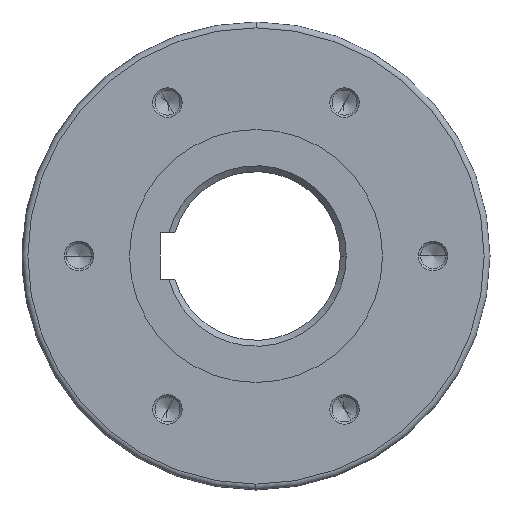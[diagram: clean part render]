
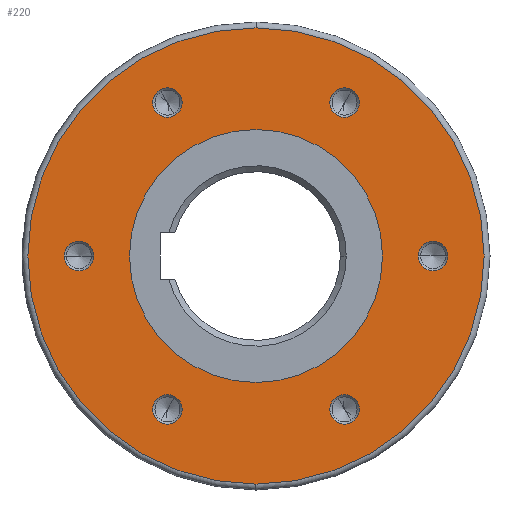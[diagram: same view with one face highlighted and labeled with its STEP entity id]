
A CAD part, left-side view. The second image highlights one B-rep face of the part: STEP entity #220.
In plain terms, the highlighted planar face has unit normal (-1, 0, 0).
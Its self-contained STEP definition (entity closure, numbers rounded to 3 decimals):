
#220=ADVANCED_FACE('',(#600,#601,#602,#603,#604,#605,#606,#607),#608,.T.);
#600=FACE_BOUND('',#1011,.T.);
#601=FACE_BOUND('',#1012,.T.);
#602=FACE_BOUND('',#1013,.T.);
#603=FACE_BOUND('',#1014,.T.);
#604=FACE_BOUND('',#1015,.T.);
#605=FACE_BOUND('',#1016,.T.);
#606=FACE_OUTER_BOUND('',#1017,.T.);
#607=FACE_BOUND('',#1018,.T.);
#608=PLANE('',#1019);
#1011=EDGE_LOOP('',(#2291,#2292));
#1012=EDGE_LOOP('',(#2293,#2294));
#1013=EDGE_LOOP('',(#2295,#2296));
#1014=EDGE_LOOP('',(#2297,#2298));
#1015=EDGE_LOOP('',(#2299,#2300));
#1016=EDGE_LOOP('',(#2301,#2302));
#1017=EDGE_LOOP('',(#2303,#2304,#2305));
#1018=EDGE_LOOP('',(#2306,#2307));
#1019=AXIS2_PLACEMENT_3D('',#2308,#2309,#2310);
#2291=ORIENTED_EDGE('',*,*,#2604,.T.);
#2292=ORIENTED_EDGE('',*,*,#2787,.T.);
#2293=ORIENTED_EDGE('',*,*,#2587,.T.);
#2294=ORIENTED_EDGE('',*,*,#2792,.T.);
#2295=ORIENTED_EDGE('',*,*,#2570,.T.);
#2296=ORIENTED_EDGE('',*,*,#2797,.T.);
#2297=ORIENTED_EDGE('',*,*,#2553,.T.);
#2298=ORIENTED_EDGE('',*,*,#2802,.T.);
#2299=ORIENTED_EDGE('',*,*,#2536,.T.);
#2300=ORIENTED_EDGE('',*,*,#2807,.T.);
#2301=ORIENTED_EDGE('',*,*,#2519,.T.);
#2302=ORIENTED_EDGE('',*,*,#2812,.T.);
#2303=ORIENTED_EDGE('',*,*,#2839,.T.);
#2304=ORIENTED_EDGE('',*,*,#2489,.T.);
#2305=ORIENTED_EDGE('',*,*,#2840,.T.);
#2306=ORIENTED_EDGE('',*,*,#2450,.F.);
#2307=ORIENTED_EDGE('',*,*,#2841,.F.);
#2308=CARTESIAN_POINT('',(-71.0,0.0,0.));
#2309=DIRECTION('',(-1.0,0.0,0.));
#2310=DIRECTION('',(0.,0.0,1.0));
#2450=EDGE_CURVE('',#2861,#2857,#2863,.T.);
#2489=EDGE_CURVE('',#2932,#2934,#2936,.T.);
#2519=EDGE_CURVE('',#2985,#2987,#2989,.T.);
#2536=EDGE_CURVE('',#3015,#3017,#3019,.T.);
#2553=EDGE_CURVE('',#3045,#3047,#3049,.T.);
#2570=EDGE_CURVE('',#3075,#3077,#3079,.T.);
#2587=EDGE_CURVE('',#3105,#3107,#3109,.T.);
#2604=EDGE_CURVE('',#3135,#3137,#3139,.T.);
#2787=EDGE_CURVE('',#3137,#3135,#3430,.T.);
#2792=EDGE_CURVE('',#3107,#3105,#3435,.T.);
#2797=EDGE_CURVE('',#3077,#3075,#3440,.T.);
#2802=EDGE_CURVE('',#3047,#3045,#3445,.T.);
#2807=EDGE_CURVE('',#3017,#3015,#3450,.T.);
#2812=EDGE_CURVE('',#2987,#2985,#3455,.T.);
#2839=EDGE_CURVE('',#3493,#2932,#3494,.T.);
#2840=EDGE_CURVE('',#2934,#3493,#3495,.T.);
#2841=EDGE_CURVE('',#2857,#2861,#3496,.T.);
#2857=VERTEX_POINT('',#3516);
#2861=VERTEX_POINT('',#3521);
#2863=CIRCLE('',#3524,60.0);
#2932=VERTEX_POINT('',#3806);
#2934=VERTEX_POINT('',#3808);
#2936=CIRCLE('',#3810,108.225);
#2985=VERTEX_POINT('',#3889);
#2987=VERTEX_POINT('',#3892);
#2989=CIRCLE('',#3895,7.0);
#3015=VERTEX_POINT('',#3929);
#3017=VERTEX_POINT('',#3932);
#3019=CIRCLE('',#3935,7.0);
#3045=VERTEX_POINT('',#3969);
#3047=VERTEX_POINT('',#3972);
#3049=CIRCLE('',#3975,7.0);
#3075=VERTEX_POINT('',#4009);
#3077=VERTEX_POINT('',#4012);
#3079=CIRCLE('',#4015,7.0);
#3105=VERTEX_POINT('',#4049);
#3107=VERTEX_POINT('',#4052);
#3109=CIRCLE('',#4055,7.0);
#3135=VERTEX_POINT('',#4089);
#3137=VERTEX_POINT('',#4092);
#3139=CIRCLE('',#4095,7.0);
#3430=CIRCLE('',#4558,7.0);
#3435=CIRCLE('',#4563,7.0);
#3440=CIRCLE('',#4568,7.0);
#3445=CIRCLE('',#4573,7.0);
#3450=CIRCLE('',#4578,7.0);
#3455=CIRCLE('',#4583,7.0);
#3493=VERTEX_POINT('',#4651);
#3494=CIRCLE('',#4652,108.225);
#3495=CIRCLE('',#4653,108.225);
#3496=CIRCLE('',#4654,60.0);
#3516=CARTESIAN_POINT('',(-71.0,0.,-60.0));
#3521=CARTESIAN_POINT('',(-71.0,0.,60.0));
#3524=AXIS2_PLACEMENT_3D('',#4683,#4684,#4685);
#3806=CARTESIAN_POINT('',(-71.0,0.,108.225));
#3808=CARTESIAN_POINT('',(-71.0,0.,-108.225));
#3810=AXIS2_PLACEMENT_3D('',#4762,#4763,#4764);
#3889=CARTESIAN_POINT('',(-71.0,91.0,0.0));
#3892=CARTESIAN_POINT('',(-71.0,77.0,0.));
#3895=AXIS2_PLACEMENT_3D('',#4818,#4819,#4820);
#3929=CARTESIAN_POINT('',(-71.0,45.5,78.808));
#3932=CARTESIAN_POINT('',(-71.0,38.5,66.684));
#3935=AXIS2_PLACEMENT_3D('',#4849,#4850,#4851);
#3969=CARTESIAN_POINT('',(-71.0,-45.5,78.808));
#3972=CARTESIAN_POINT('',(-71.0,-38.5,66.684));
#3975=AXIS2_PLACEMENT_3D('',#4880,#4881,#4882);
#4009=CARTESIAN_POINT('',(-71.0,-91.0,0.));
#4012=CARTESIAN_POINT('',(-71.0,-77.0,0.));
#4015=AXIS2_PLACEMENT_3D('',#4911,#4912,#4913);
#4049=CARTESIAN_POINT('',(-71.0,-45.5,-78.808));
#4052=CARTESIAN_POINT('',(-71.0,-38.5,-66.684));
#4055=AXIS2_PLACEMENT_3D('',#4942,#4943,#4944);
#4089=CARTESIAN_POINT('',(-71.0,45.5,-78.808));
#4092=CARTESIAN_POINT('',(-71.0,38.5,-66.684));
#4095=AXIS2_PLACEMENT_3D('',#4973,#4974,#4975);
#4558=AXIS2_PLACEMENT_3D('',#5350,#5351,#5352);
#4563=AXIS2_PLACEMENT_3D('',#5365,#5366,#5367);
#4568=AXIS2_PLACEMENT_3D('',#5380,#5381,#5382);
#4573=AXIS2_PLACEMENT_3D('',#5395,#5396,#5397);
#4578=AXIS2_PLACEMENT_3D('',#5410,#5411,#5412);
#4583=AXIS2_PLACEMENT_3D('',#5425,#5426,#5427);
#4651=CARTESIAN_POINT('',(-71.0,-108.225,0.));
#4652=AXIS2_PLACEMENT_3D('',#5476,#5477,#5478);
#4653=AXIS2_PLACEMENT_3D('',#5479,#5480,#5481);
#4654=AXIS2_PLACEMENT_3D('',#5482,#5483,#5484);
#4683=CARTESIAN_POINT('',(-71.0,0.0,0.0));
#4684=DIRECTION('',(-1.0,0.0,0.));
#4685=DIRECTION('',(0.,0.0,-1.0));
#4762=CARTESIAN_POINT('',(-71.0,0.,0.));
#4763=DIRECTION('',(-1.0,-0.0,0.));
#4764=DIRECTION('',(0.0,-1.0,0.0));
#4818=CARTESIAN_POINT('',(-71.0,84.0,0.0));
#4819=DIRECTION('',(1.0,-0.0,0.));
#4820=DIRECTION('',(0.0,1.0,0.0));
#4849=CARTESIAN_POINT('',(-71.0,42.0,72.746));
#4850=DIRECTION('',(1.0,0.,0.));
#4851=DIRECTION('',(0.,0.5,0.866));
#4880=CARTESIAN_POINT('',(-71.0,-42.0,72.746));
#4881=DIRECTION('',(1.0,0.0,0.));
#4882=DIRECTION('',(0.,-0.5,0.866));
#4911=CARTESIAN_POINT('',(-71.0,-84.0,0.));
#4912=DIRECTION('',(1.0,0.0,0.));
#4913=DIRECTION('',(0.,-1.0,0.));
#4942=CARTESIAN_POINT('',(-71.0,-42.0,-72.746));
#4943=DIRECTION('',(1.0,0.,0.));
#4944=DIRECTION('',(0.,-0.5,-0.866));
#4973=CARTESIAN_POINT('',(-71.0,42.,-72.746));
#4974=DIRECTION('',(1.0,0.0,0.));
#4975=DIRECTION('',(0.,0.5,-0.866));
#5350=CARTESIAN_POINT('',(-71.0,42.,-72.746));
#5351=DIRECTION('',(1.0,0.0,0.));
#5352=DIRECTION('',(0.,0.5,-0.866));
#5365=CARTESIAN_POINT('',(-71.0,-42.0,-72.746));
#5366=DIRECTION('',(1.0,0.,0.));
#5367=DIRECTION('',(0.,-0.5,-0.866));
#5380=CARTESIAN_POINT('',(-71.0,-84.0,0.));
#5381=DIRECTION('',(1.0,0.0,0.));
#5382=DIRECTION('',(0.,-1.0,0.));
#5395=CARTESIAN_POINT('',(-71.0,-42.0,72.746));
#5396=DIRECTION('',(1.0,0.0,0.));
#5397=DIRECTION('',(0.,-0.5,0.866));
#5410=CARTESIAN_POINT('',(-71.0,42.0,72.746));
#5411=DIRECTION('',(1.0,0.,0.));
#5412=DIRECTION('',(0.,0.5,0.866));
#5425=CARTESIAN_POINT('',(-71.0,84.0,0.0));
#5426=DIRECTION('',(1.0,-0.0,0.));
#5427=DIRECTION('',(0.0,1.0,0.0));
#5476=CARTESIAN_POINT('',(-71.0,0.,0.));
#5477=DIRECTION('',(-1.0,-0.0,0.));
#5478=DIRECTION('',(0.0,-1.0,0.0));
#5479=CARTESIAN_POINT('',(-71.0,0.,0.));
#5480=DIRECTION('',(-1.0,-0.0,0.));
#5481=DIRECTION('',(0.0,-1.0,0.0));
#5482=CARTESIAN_POINT('',(-71.0,0.0,0.0));
#5483=DIRECTION('',(-1.0,0.0,0.));
#5484=DIRECTION('',(0.,0.0,-1.0));
